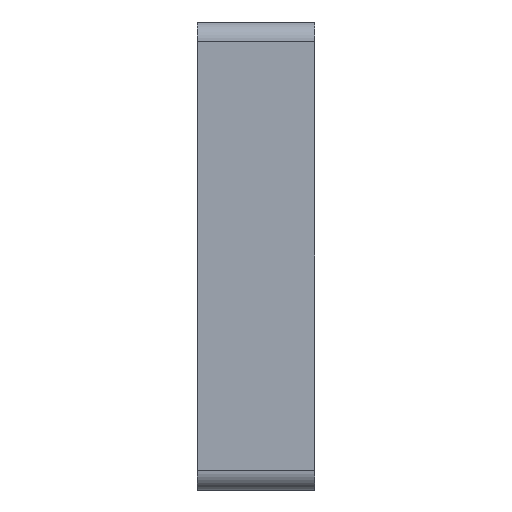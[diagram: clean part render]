
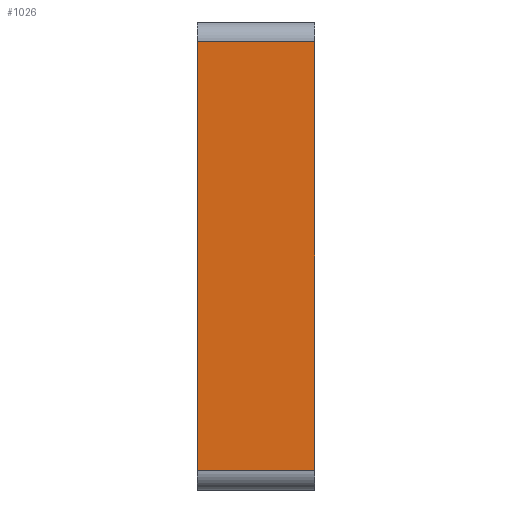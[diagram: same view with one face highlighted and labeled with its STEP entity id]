
A CAD part, left-side view. The second image highlights one B-rep face of the part: STEP entity #1026.
In plain terms, the highlighted planar face has unit normal (-1, 0, 0).
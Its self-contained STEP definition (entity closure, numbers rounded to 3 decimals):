
#841=CARTESIAN_POINT('',(-396.5,-3.0,109.));
#842=VERTEX_POINT('',#841);
#850=CARTESIAN_POINT('',(-396.5,-3.0,-109.));
#851=VERTEX_POINT('',#850);
#852=CARTESIAN_POINT('',(-396.5,-3.0,109.));
#853=DIRECTION('',(0.0,0.0,-1.0));
#854=VECTOR('',#853,218.0);
#855=LINE('',#852,#854);
#856=EDGE_CURVE('',#842,#851,#855,.T.);
#976=CARTESIAN_POINT('',(-396.5,57.0,-109.));
#977=VERTEX_POINT('',#976);
#994=CARTESIAN_POINT('',(-396.5,-3.0,-109.));
#995=DIRECTION('',(0.0,1.0,0.0));
#996=VECTOR('',#995,60.0);
#997=LINE('',#994,#996);
#998=EDGE_CURVE('',#851,#977,#997,.T.);
#1003=CARTESIAN_POINT('',(-396.5,0.0,-119.));
#1004=DIRECTION('',(-1.0,0.0,0.0));
#1005=DIRECTION('',(0.0,0.0,1.0));
#1006=AXIS2_PLACEMENT_3D('',#1003,#1004,#1005);
#1007=PLANE('',#1006);
#1008=ORIENTED_EDGE('',*,*,#998,.F.);
#1009=ORIENTED_EDGE('',*,*,#856,.F.);
#1010=CARTESIAN_POINT('',(-396.5,57.0,109.));
#1011=VERTEX_POINT('',#1010);
#1012=CARTESIAN_POINT('',(-396.5,57.0,109.));
#1013=DIRECTION('',(0.0,-1.0,0.0));
#1014=VECTOR('',#1013,60.0);
#1015=LINE('',#1012,#1014);
#1016=EDGE_CURVE('',#1011,#842,#1015,.T.);
#1017=ORIENTED_EDGE('',*,*,#1016,.F.);
#1018=CARTESIAN_POINT('',(-396.5,57.0,-109.));
#1019=DIRECTION('',(0.0,0.0,1.0));
#1020=VECTOR('',#1019,218.0);
#1021=LINE('',#1018,#1020);
#1022=EDGE_CURVE('',#977,#1011,#1021,.T.);
#1023=ORIENTED_EDGE('',*,*,#1022,.F.);
#1024=EDGE_LOOP('',(#1008,#1009,#1017,#1023));
#1025=FACE_OUTER_BOUND('',#1024,.T.);
#1026=ADVANCED_FACE('',(#1025),#1007,.T.);
